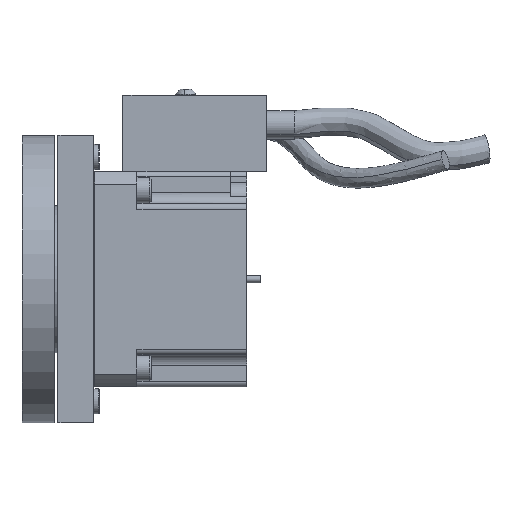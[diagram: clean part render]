
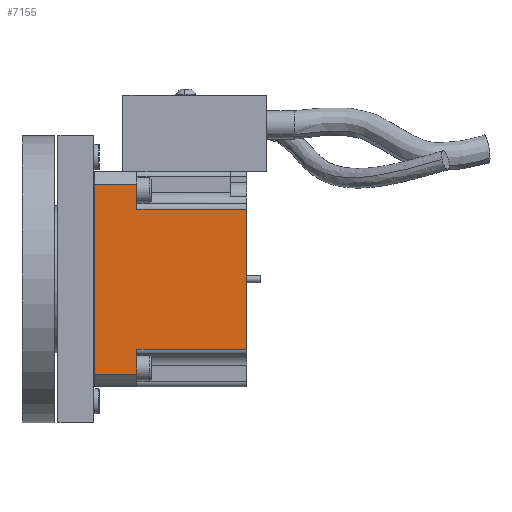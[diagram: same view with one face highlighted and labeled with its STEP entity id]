
A CAD part, left-side view. The second image highlights one B-rep face of the part: STEP entity #7155.
In plain terms, the highlighted planar face has unit normal (-1, 0, 0).
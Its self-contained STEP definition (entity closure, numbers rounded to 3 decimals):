
#63 = DIRECTION ( 'NONE',  ( 0., 0., -1. ) ) ;
#219 = FACE_OUTER_BOUND ( 'NONE', #3569, .T. ) ;
#404 = CARTESIAN_POINT ( 'NONE',  ( -86.959, 47.812, -21.592 ) ) ;
#689 = VERTEX_POINT ( 'NONE', #404 ) ;
#1343 = PLANE ( 'NONE',  #6535 ) ;
#1527 = DIRECTION ( 'NONE',  ( 1., 0., 0. ) ) ;
#1614 = CARTESIAN_POINT ( 'NONE',  ( -86.959, 47.812, -28.55 ) ) ;
#1666 = DIRECTION ( 'NONE',  ( 0., 1., 0. ) ) ;
#1920 = DIRECTION ( 'NONE',  ( 0., -1., 0. ) ) ;
#3198 = DIRECTION ( 'NONE',  ( 0., -1., 0. ) ) ;
#3347 = CARTESIAN_POINT ( 'NONE',  ( -86.959, 17.312, -67.55 ) ) ;
#3569 = EDGE_LOOP ( 'NONE', ( #8894, #11382, #19156, #13361, #6261, #15350, #15182, #11386 ) ) ;
#3599 = VERTEX_POINT ( 'NONE', #6585 ) ;
#3793 = EDGE_CURVE ( 'NONE', #3599, #17624, #6964, .T. ) ;
#3968 = EDGE_CURVE ( 'NONE', #5949, #9229, #4399, .T. ) ;
#4399 = LINE ( 'NONE', #1614, #17741 ) ;
#4545 = DIRECTION ( 'NONE',  ( 0., 0., 1. ) ) ;
#4732 = VERTEX_POINT ( 'NONE', #3347 ) ;
#4848 = LINE ( 'NONE', #11105, #11312 ) ;
#5159 = DIRECTION ( 'NONE',  ( 0., 0., -1. ) ) ;
#5395 = DIRECTION ( 'NONE',  ( 0., 1., 0. ) ) ;
#5561 = VECTOR ( 'NONE', #4545, 1000. ) ;
#5949 = VERTEX_POINT ( 'NONE', #16615 ) ;
#6261 = ORIENTED_EDGE ( 'NONE', *, *, #13981, .F. ) ;
#6429 = VERTEX_POINT ( 'NONE', #18689 ) ;
#6520 = VECTOR ( 'NONE', #5159, 1000. ) ;
#6535 = AXIS2_PLACEMENT_3D ( 'NONE', #15135, #1527, #7563 ) ;
#6573 = EDGE_CURVE ( 'NONE', #14359, #3599, #16090, .T. ) ;
#6585 = CARTESIAN_POINT ( 'NONE',  ( -86.959, 47.812, -74.508 ) ) ;
#6733 = EDGE_CURVE ( 'NONE', #17624, #6429, #16664, .T. ) ;
#6964 = LINE ( 'NONE', #8564, #16166 ) ;
#7155 = ADVANCED_FACE ( 'NONE', ( #219 ), #1343, .F. ) ;
#7563 = DIRECTION ( 'NONE',  ( 0., 0., -1. ) ) ;
#8156 = LINE ( 'NONE', #13836, #17395 ) ;
#8564 = CARTESIAN_POINT ( 'NONE',  ( -86.959, 59.812, -74.508 ) ) ;
#8650 = CARTESIAN_POINT ( 'NONE',  ( -86.959, 17.312, -28.55 ) ) ;
#8894 = ORIENTED_EDGE ( 'NONE', *, *, #16013, .F. ) ;
#9229 = VERTEX_POINT ( 'NONE', #8650 ) ;
#10097 = VECTOR ( 'NONE', #63, 1000. ) ;
#11105 = CARTESIAN_POINT ( 'NONE',  ( -86.959, 59.812, -67.55 ) ) ;
#11312 = VECTOR ( 'NONE', #1666, 1000. ) ;
#11382 = ORIENTED_EDGE ( 'NONE', *, *, #17050, .T. ) ;
#11386 = ORIENTED_EDGE ( 'NONE', *, *, #6573, .F. ) ;
#13361 = ORIENTED_EDGE ( 'NONE', *, *, #18261, .F. ) ;
#13604 = CARTESIAN_POINT ( 'NONE',  ( -86.959, 59.512, -74.508 ) ) ;
#13836 = CARTESIAN_POINT ( 'NONE',  ( -86.959, 59.812, -21.592 ) ) ;
#13981 = EDGE_CURVE ( 'NONE', #6429, #689, #8156, .T. ) ;
#14359 = VERTEX_POINT ( 'NONE', #18476 ) ;
#14693 = CARTESIAN_POINT ( 'NONE',  ( -86.959, 47.812, -74.508 ) ) ;
#15135 = CARTESIAN_POINT ( 'NONE',  ( -86.959, 59.812, -74.508 ) ) ;
#15182 = ORIENTED_EDGE ( 'NONE', *, *, #3793, .F. ) ;
#15350 = ORIENTED_EDGE ( 'NONE', *, *, #6733, .F. ) ;
#15365 = LINE ( 'NONE', #17058, #10097 ) ;
#16013 = EDGE_CURVE ( 'NONE', #4732, #14359, #4848, .T. ) ;
#16090 = LINE ( 'NONE', #14693, #6520 ) ;
#16166 = VECTOR ( 'NONE', #5395, 1000. ) ;
#16615 = CARTESIAN_POINT ( 'NONE',  ( -86.959, 47.812, -28.55 ) ) ;
#16664 = LINE ( 'NONE', #13604, #5561 ) ;
#16760 = LINE ( 'NONE', #17052, #18025 ) ;
#17050 = EDGE_CURVE ( 'NONE', #4732, #9229, #16760, .T. ) ;
#17052 = CARTESIAN_POINT ( 'NONE',  ( -86.959, 17.312, -48.05 ) ) ;
#17058 = CARTESIAN_POINT ( 'NONE',  ( -86.959, 47.812, -74.508 ) ) ;
#17317 = CARTESIAN_POINT ( 'NONE',  ( -86.959, 59.512, -74.508 ) ) ;
#17395 = VECTOR ( 'NONE', #1920, 1000. ) ;
#17624 = VERTEX_POINT ( 'NONE', #17317 ) ;
#17741 = VECTOR ( 'NONE', #3198, 1000. ) ;
#18025 = VECTOR ( 'NONE', #18352, 1000. ) ;
#18261 = EDGE_CURVE ( 'NONE', #689, #5949, #15365, .T. ) ;
#18352 = DIRECTION ( 'NONE',  ( 0., 0., 1. ) ) ;
#18476 = CARTESIAN_POINT ( 'NONE',  ( -86.959, 47.812, -67.55 ) ) ;
#18689 = CARTESIAN_POINT ( 'NONE',  ( -86.959, 59.512, -21.592 ) ) ;
#19156 = ORIENTED_EDGE ( 'NONE', *, *, #3968, .F. ) ;
